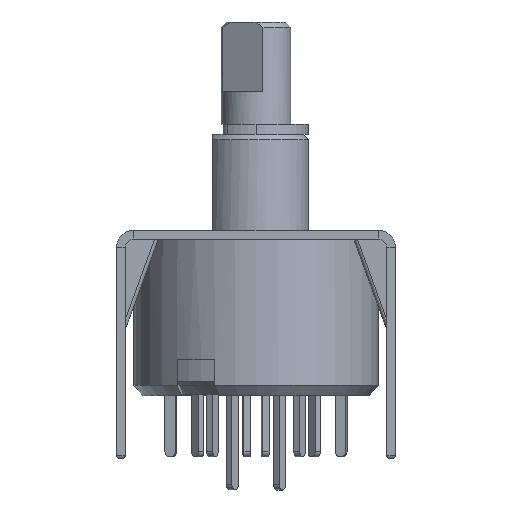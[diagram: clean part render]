
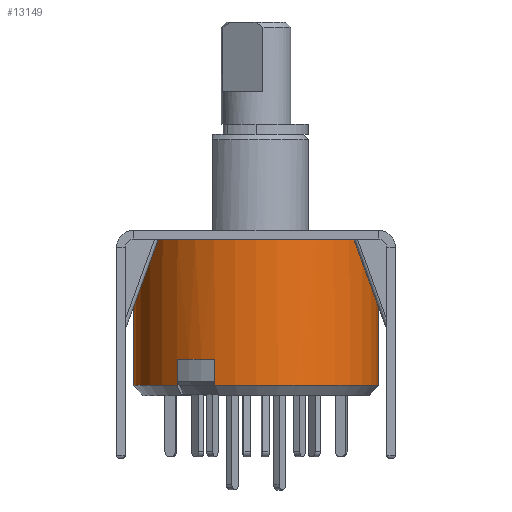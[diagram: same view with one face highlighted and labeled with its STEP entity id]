
A CAD part, front view. The second image highlights one B-rep face of the part: STEP entity #13149.
In plain terms, the highlighted cylindrical face has radius 7 mm (diameter 14 mm), a partial arc.
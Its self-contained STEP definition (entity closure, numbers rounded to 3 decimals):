
#407 = CARTESIAN_POINT ( 'NONE',  ( -4.526, -5.34, 9. ) ) ;
#475 = AXIS2_PLACEMENT_3D ( 'NONE', #1640, #6066, #4986 ) ;
#568 = CARTESIAN_POINT ( 'NONE',  ( 0., 0., 0.95 ) ) ;
#1095 = FACE_OUTER_BOUND ( 'NONE', #11930, .T. ) ;
#1372 = CARTESIAN_POINT ( 'NONE',  ( 0., 0., -7.4 ) ) ;
#1405 = EDGE_CURVE ( 'NONE', #13447, #13984, #5906, .T. ) ;
#1426 = VECTOR ( 'NONE', #9157, 1000. ) ;
#1427 = EDGE_CURVE ( 'NONE', #2932, #11982, #7092, .T. ) ;
#1553 = DIRECTION ( 'NONE',  ( 0., 0., -1. ) ) ;
#1567 = ORIENTED_EDGE ( 'NONE', *, *, #13542, .T. ) ;
#1640 = CARTESIAN_POINT ( 'NONE',  ( 0., 0., -5.9 ) ) ;
#1732 = EDGE_CURVE ( 'NONE', #13984, #11982, #13916, .T. ) ;
#1736 = CARTESIAN_POINT ( 'NONE',  ( -2.361, -6.59, 9. ) ) ;
#2528 = ORIENTED_EDGE ( 'NONE', *, *, #9187, .T. ) ;
#2721 = VERTEX_POINT ( 'NONE', #11864 ) ;
#2932 = VERTEX_POINT ( 'NONE', #7064 ) ;
#2998 = DIRECTION ( 'NONE',  ( 0., 0., -1. ) ) ;
#3141 = DIRECTION ( 'NONE',  ( -1., 0., 0. ) ) ;
#3324 = VECTOR ( 'NONE', #7444, 1000. ) ;
#3369 = CIRCLE ( 'NONE', #12380, 7. ) ;
#3718 = ORIENTED_EDGE ( 'NONE', *, *, #11087, .T. ) ;
#4394 = VERTEX_POINT ( 'NONE', #11855 ) ;
#4884 = DIRECTION ( 'NONE',  ( -1., 0., 0. ) ) ;
#4892 = VECTOR ( 'NONE', #1553, 1000. ) ;
#4986 = DIRECTION ( 'NONE',  ( -1., 0., 0. ) ) ;
#5293 = ORIENTED_EDGE ( 'NONE', *, *, #1732, .F. ) ;
#5377 = ORIENTED_EDGE ( 'NONE', *, *, #10421, .T. ) ;
#5680 = CARTESIAN_POINT ( 'NONE',  ( 7., 0., -7.4 ) ) ;
#5735 = CARTESIAN_POINT ( 'NONE',  ( -7., 0., 9. ) ) ;
#5786 = VERTEX_POINT ( 'NONE', #10203 ) ;
#5906 = LINE ( 'NONE', #11324, #4892 ) ;
#6066 = DIRECTION ( 'NONE',  ( 0., 0., 1. ) ) ;
#6438 = LINE ( 'NONE', #407, #8296 ) ;
#6557 = CARTESIAN_POINT ( 'NONE',  ( -2.361, -6.59, -7.4 ) ) ;
#6746 = AXIS2_PLACEMENT_3D ( 'NONE', #8417, #8641, #3141 ) ;
#7064 = CARTESIAN_POINT ( 'NONE',  ( -2.361, -6.59, -5.9 ) ) ;
#7092 = LINE ( 'NONE', #1736, #3324 ) ;
#7444 = DIRECTION ( 'NONE',  ( 0., 0., -1. ) ) ;
#7473 = VERTEX_POINT ( 'NONE', #10930 ) ;
#8296 = VECTOR ( 'NONE', #9175, 1000. ) ;
#8417 = CARTESIAN_POINT ( 'NONE',  ( 0., 0., 9. ) ) ;
#8586 = ORIENTED_EDGE ( 'NONE', *, *, #1427, .T. ) ;
#8641 = DIRECTION ( 'NONE',  ( 0., 0., -1. ) ) ;
#8948 = AXIS2_PLACEMENT_3D ( 'NONE', #10528, #2998, #9431 ) ;
#9157 = DIRECTION ( 'NONE',  ( 0., 0., -1. ) ) ;
#9175 = DIRECTION ( 'NONE',  ( 0., 0., 1. ) ) ;
#9187 = EDGE_CURVE ( 'NONE', #13447, #4394, #3369, .T. ) ;
#9431 = DIRECTION ( 'NONE',  ( 1., 0., 0. ) ) ;
#9435 = ORIENTED_EDGE ( 'NONE', *, *, #1405, .F. ) ;
#9501 = LINE ( 'NONE', #5735, #1426 ) ;
#10203 = CARTESIAN_POINT ( 'NONE',  ( -7., 0., -7.4 ) ) ;
#10261 = EDGE_CURVE ( 'NONE', #7473, #5786, #10730, .T. ) ;
#10324 = DIRECTION ( 'NONE',  ( 0., 0., -1. ) ) ;
#10421 = EDGE_CURVE ( 'NONE', #7473, #2721, #6438, .T. ) ;
#10528 = CARTESIAN_POINT ( 'NONE',  ( 0., 0., -7.4 ) ) ;
#10730 = CIRCLE ( 'NONE', #13508, 7. ) ;
#10930 = CARTESIAN_POINT ( 'NONE',  ( -4.526, -5.34, -7.4 ) ) ;
#11087 = EDGE_CURVE ( 'NONE', #2721, #2932, #13124, .T. ) ;
#11324 = CARTESIAN_POINT ( 'NONE',  ( 7., 0., 9. ) ) ;
#11855 = CARTESIAN_POINT ( 'NONE',  ( -7., 0., 0.95 ) ) ;
#11864 = CARTESIAN_POINT ( 'NONE',  ( -4.526, -5.34, -5.9 ) ) ;
#11908 = DIRECTION ( 'NONE',  ( 1., 0., 0. ) ) ;
#11930 = EDGE_LOOP ( 'NONE', ( #9435, #2528, #1567, #12693, #5377, #3718, #8586, #5293 ) ) ;
#11982 = VERTEX_POINT ( 'NONE', #6557 ) ;
#12207 = CARTESIAN_POINT ( 'NONE',  ( 7., 0., 0.95 ) ) ;
#12380 = AXIS2_PLACEMENT_3D ( 'NONE', #568, #10324, #4884 ) ;
#12693 = ORIENTED_EDGE ( 'NONE', *, *, #10261, .F. ) ;
#13088 = DIRECTION ( 'NONE',  ( 0., 0., -1. ) ) ;
#13124 = CIRCLE ( 'NONE', #475, 7. ) ;
#13149 = ADVANCED_FACE ( 'NONE', ( #1095 ), #13586, .T. ) ;
#13447 = VERTEX_POINT ( 'NONE', #12207 ) ;
#13508 = AXIS2_PLACEMENT_3D ( 'NONE', #1372, #13088, #11908 ) ;
#13542 = EDGE_CURVE ( 'NONE', #4394, #5786, #9501, .T. ) ;
#13586 = CYLINDRICAL_SURFACE ( 'NONE', #6746, 7. ) ;
#13916 = CIRCLE ( 'NONE', #8948, 7. ) ;
#13984 = VERTEX_POINT ( 'NONE', #5680 ) ;
